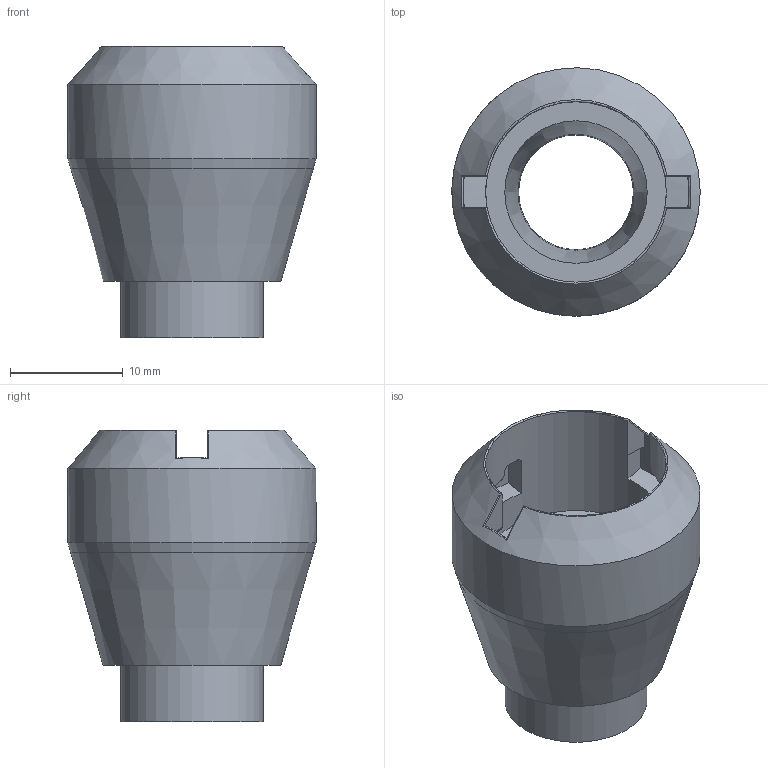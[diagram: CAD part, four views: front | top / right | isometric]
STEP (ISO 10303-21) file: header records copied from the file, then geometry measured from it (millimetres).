
FILE_DESCRIPTION(/* description */ ('STEP AP242','CAx-IF Rec.Pracs.---Representation and Presentation of Product Manufacturing Information (PMI)---4.0---2014-10-13','CAx-IF Rec.Pracs.---3D Tessellated Geometry---0.4---2014-09-14','2;1'),/* implementation_level */ '2;1');
FILE_NAME(/* name */ '680c46bae81b8709890d1fed',/* time_stamp */ '2025-04-26T02:36:42Z',/* author */ (''),/* organization */ (''),/* preprocessor_version */ 'ST-DEVELOPER v20',/* originating_system */ 'ONSHAPE BY PTC INC, 1.197',/* authorisation */ ' ');
FILE_SCHEMA (('AP242_MANAGED_MODEL_BASED_3D_ENGINEERING_MIM_LF { 1 0 10303 442 1 1 4 }'));
Length unit declared in the file: metre
Products named in the file (1): FEMALE CONNECTOR V3
Bounding box: 22 x 22 x 25.85 mm (x, y, z)
Volume: 3375.4 mm3; surface area: 2992.1 mm2
Topology: 1 solids, 1 shells, 62 faces, 164 edges, 106 vertices
Faces by surface type: bspline 20, plane 20, cylinder 14, cone 5, torus 3
Full cylindrical faces by diameter (mm): 10.16 x1, 12.6 x1, 16 x1, 22 x1
Entity records: 2042 total; most frequent: CARTESIAN_POINT 755, ORIENTED_EDGE 302, DIRECTION 188, EDGE_CURVE 151, VERTEX_POINT 103, EDGE_LOOP 76, FACE_BOUND 76, AXIS2_PLACEMENT_3D 70
